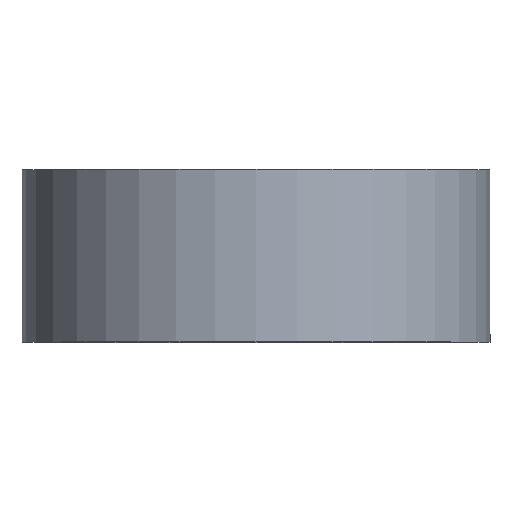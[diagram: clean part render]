
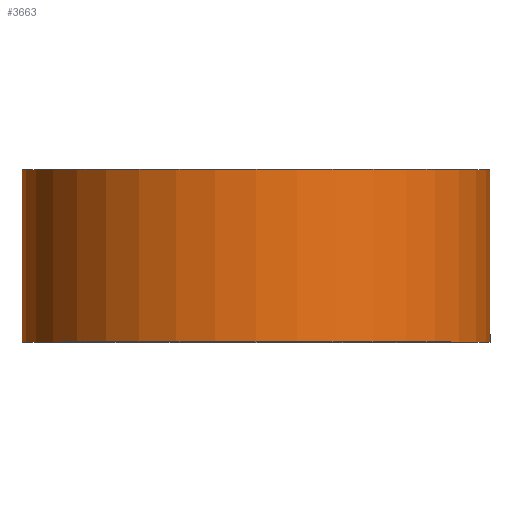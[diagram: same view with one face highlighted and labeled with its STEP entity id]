
A CAD part, top view. The second image highlights one B-rep face of the part: STEP entity #3663.
In plain terms, the highlighted cylindrical face has radius 46 mm (diameter 92 mm), a partial arc.
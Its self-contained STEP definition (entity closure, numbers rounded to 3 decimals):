
#124 = VERTEX_POINT ( 'NONE', #5894 ) ;
#547 = DIRECTION ( 'NONE',  ( 0., -1., 0. ) ) ;
#762 = DIRECTION ( 'NONE',  ( 0., -1., 0. ) ) ;
#1523 = AXIS2_PLACEMENT_3D ( 'NONE', #7626, #12844, #2524 ) ;
#1782 = CARTESIAN_POINT ( 'NONE',  ( 46., -536.863, 0. ) ) ;
#1785 = LINE ( 'NONE', #10271, #4486 ) ;
#2006 = CYLINDRICAL_SURFACE ( 'NONE', #1523, 46. ) ;
#2289 = CARTESIAN_POINT ( 'NONE',  ( 0., 13.45, 0. ) ) ;
#2524 = DIRECTION ( 'NONE',  ( 1., 0., 0. ) ) ;
#2835 = EDGE_LOOP ( 'NONE', ( #12490, #10351, #7081, #8422 ) ) ;
#3663 = ADVANCED_FACE ( 'NONE', ( #9144 ), #2006, .T. ) ;
#3949 = EDGE_CURVE ( 'NONE', #124, #10677, #13120, .T. ) ;
#4156 = DIRECTION ( 'NONE',  ( 1., 0., 0. ) ) ;
#4216 = DIRECTION ( 'NONE',  ( 0., -1., 0. ) ) ;
#4486 = VECTOR ( 'NONE', #762, 1000. ) ;
#4958 = VERTEX_POINT ( 'NONE', #9158 ) ;
#5425 = DIRECTION ( 'NONE',  ( 0., 1., 0. ) ) ;
#5894 = CARTESIAN_POINT ( 'NONE',  ( 46., 13.45, 0. ) ) ;
#6316 = CARTESIAN_POINT ( 'NONE',  ( 46., -20.45, 0. ) ) ;
#7081 = ORIENTED_EDGE ( 'NONE', *, *, #9411, .F. ) ;
#7505 = CARTESIAN_POINT ( 'NONE',  ( -46., 13.45, 0. ) ) ;
#7626 = CARTESIAN_POINT ( 'NONE',  ( 0., -536.863, 0. ) ) ;
#8217 = EDGE_CURVE ( 'NONE', #8633, #124, #9884, .T. ) ;
#8422 = ORIENTED_EDGE ( 'NONE', *, *, #3949, .F. ) ;
#8633 = VERTEX_POINT ( 'NONE', #7505 ) ;
#9144 = FACE_OUTER_BOUND ( 'NONE', #2835, .T. ) ;
#9158 = CARTESIAN_POINT ( 'NONE',  ( -46., -20.45, 0. ) ) ;
#9411 = EDGE_CURVE ( 'NONE', #10677, #4958, #11459, .T. ) ;
#9884 = CIRCLE ( 'NONE', #13365, 46. ) ;
#10271 = CARTESIAN_POINT ( 'NONE',  ( -46., -536.863, 0. ) ) ;
#10351 = ORIENTED_EDGE ( 'NONE', *, *, #10597, .T. ) ;
#10597 = EDGE_CURVE ( 'NONE', #8633, #4958, #1785, .T. ) ;
#10677 = VERTEX_POINT ( 'NONE', #6316 ) ;
#11055 = VECTOR ( 'NONE', #547, 1000. ) ;
#11459 = CIRCLE ( 'NONE', #12109, 46. ) ;
#11550 = CARTESIAN_POINT ( 'NONE',  ( 0., -20.45, 0. ) ) ;
#11799 = DIRECTION ( 'NONE',  ( -1., 0., 0. ) ) ;
#12109 = AXIS2_PLACEMENT_3D ( 'NONE', #11550, #4216, #4156 ) ;
#12490 = ORIENTED_EDGE ( 'NONE', *, *, #8217, .F. ) ;
#12844 = DIRECTION ( 'NONE',  ( 0., -1., 0. ) ) ;
#13120 = LINE ( 'NONE', #1782, #11055 ) ;
#13365 = AXIS2_PLACEMENT_3D ( 'NONE', #2289, #5425, #11799 ) ;
